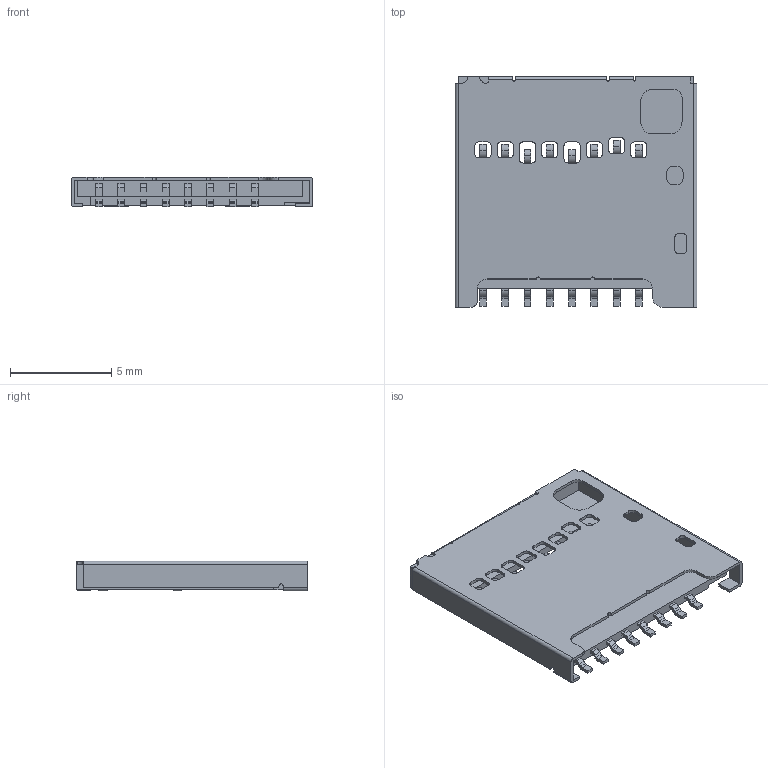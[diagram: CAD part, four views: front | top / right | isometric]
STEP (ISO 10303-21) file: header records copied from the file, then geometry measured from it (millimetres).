
FILE_DESCRIPTION (( 'STEP AP214' ), '1' );
FILE_NAME ('SIM-SMD_8P-1040310811.STEP', '2021-07-05T06:27:30', ( '微软用户' ), ( '微软中国' ), 'SwSTEP 2.0', 'SolidWorks 2017', '' );
FILE_SCHEMA (( 'AUTOMOTIVE_DESIGN' ));
Length unit declared in the file: millimetre
Products named in the file (1): SIM-SMD_8P-1040310811
Bounding box: 11.95 x 11.4 x 1.47 mm (x, y, z)
Volume: 66.3 mm3; surface area: 588.4 mm2
Topology: 2 solids, 2 shells, 494 faces, 1399 edges, 933 vertices
Faces by surface type: plane 327, cylinder 153, bspline 14
Entity records: 21576 total; most frequent: CARTESIAN_POINT 3625, ORIENTED_EDGE 2798, DIRECTION 2640, EDGE_CURVE 1399, LINE 1064, VECTOR 1064, VERTEX_POINT 933, AXIS2_PLACEMENT_3D 788
